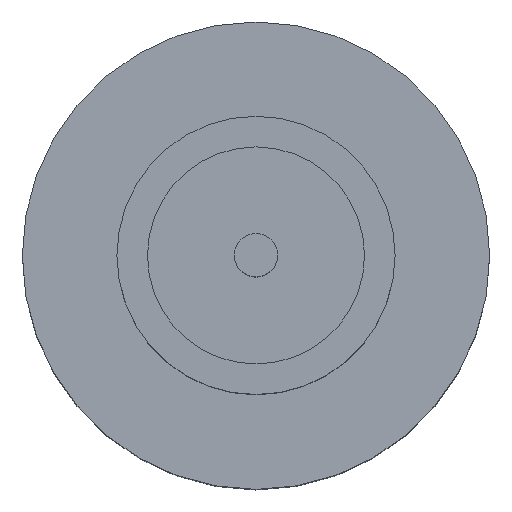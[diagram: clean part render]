
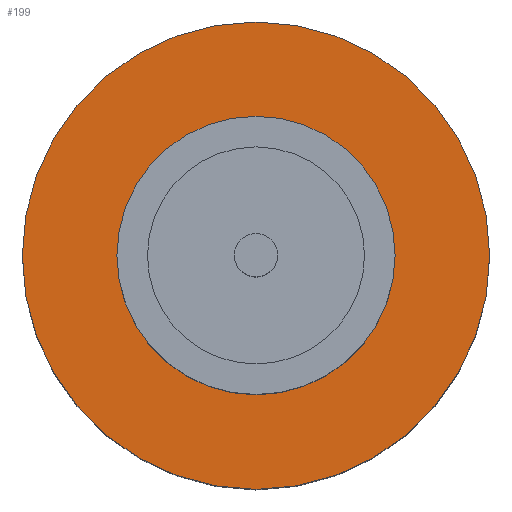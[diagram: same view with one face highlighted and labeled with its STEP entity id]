
A CAD part, top view. The second image highlights one B-rep face of the part: STEP entity #199.
In plain terms, the highlighted planar face has unit normal (0, 0, 1).
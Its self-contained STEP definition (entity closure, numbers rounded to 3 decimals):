
#3 = DIRECTION ( 'NONE',  ( 1., 0., 0. ) ) ;
#24 = CIRCLE ( 'NONE', #327, 2.1 ) ;
#26 = ORIENTED_EDGE ( 'NONE', *, *, #604, .T. ) ;
#31 = CARTESIAN_POINT ( 'NONE',  ( 0., 0., 1.55 ) ) ;
#59 = VERTEX_POINT ( 'NONE', #337 ) ;
#174 = DIRECTION ( 'NONE',  ( 1., 0., 0. ) ) ;
#177 = AXIS2_PLACEMENT_3D ( 'NONE', #31, #546, #254 ) ;
#190 = CARTESIAN_POINT ( 'NONE',  ( 0., 0., 1.55 ) ) ;
#199 = ADVANCED_FACE ( 'NONE', ( #887, #278 ), #209, .T. ) ;
#209 = PLANE ( 'NONE',  #748 ) ;
#224 = DIRECTION ( 'NONE',  ( 0., 0., 1. ) ) ;
#234 = VERTEX_POINT ( 'NONE', #744 ) ;
#254 = DIRECTION ( 'NONE',  ( 1., 0., 0. ) ) ;
#278 = FACE_OUTER_BOUND ( 'NONE', #899, .T. ) ;
#297 = ORIENTED_EDGE ( 'NONE', *, *, #810, .F. ) ;
#327 = AXIS2_PLACEMENT_3D ( 'NONE', #190, #542, #174 ) ;
#337 = CARTESIAN_POINT ( 'NONE',  ( -1.25, 0., 1.55 ) ) ;
#341 = EDGE_LOOP ( 'NONE', ( #297, #702 ) ) ;
#350 = CARTESIAN_POINT ( 'NONE',  ( 0., 0., 1.55 ) ) ;
#409 = CIRCLE ( 'NONE', #737, 2.1 ) ;
#418 = DIRECTION ( 'NONE',  ( 1., 0., 0. ) ) ;
#423 = CARTESIAN_POINT ( 'NONE',  ( 0., 0., 1.55 ) ) ;
#440 = CARTESIAN_POINT ( 'NONE',  ( 1.25, 0., 1.55 ) ) ;
#447 = CARTESIAN_POINT ( 'NONE',  ( 0., 0., 1.55 ) ) ;
#488 = DIRECTION ( 'NONE',  ( 0., 0., 1. ) ) ;
#501 = CIRCLE ( 'NONE', #808, 1.25 ) ;
#542 = DIRECTION ( 'NONE',  ( 0., 0., 1. ) ) ;
#546 = DIRECTION ( 'NONE',  ( 0., 0., 1. ) ) ;
#559 = VERTEX_POINT ( 'NONE', #830 ) ;
#604 = EDGE_CURVE ( 'NONE', #559, #234, #24, .T. ) ;
#655 = EDGE_CURVE ( 'NONE', #234, #559, #409, .T. ) ;
#660 = ORIENTED_EDGE ( 'NONE', *, *, #655, .T. ) ;
#702 = ORIENTED_EDGE ( 'NONE', *, *, #957, .F. ) ;
#711 = CIRCLE ( 'NONE', #177, 1.25 ) ;
#737 = AXIS2_PLACEMENT_3D ( 'NONE', #423, #488, #418 ) ;
#744 = CARTESIAN_POINT ( 'NONE',  ( 2.1, 0., 1.55 ) ) ;
#748 = AXIS2_PLACEMENT_3D ( 'NONE', #350, #941, #848 ) ;
#808 = AXIS2_PLACEMENT_3D ( 'NONE', #447, #224, #3 ) ;
#810 = EDGE_CURVE ( 'NONE', #900, #59, #711, .T. ) ;
#830 = CARTESIAN_POINT ( 'NONE',  ( -2.1, 0., 1.55 ) ) ;
#848 = DIRECTION ( 'NONE',  ( 1., 0., 0. ) ) ;
#887 = FACE_BOUND ( 'NONE', #341, .T. ) ;
#899 = EDGE_LOOP ( 'NONE', ( #26, #660 ) ) ;
#900 = VERTEX_POINT ( 'NONE', #440 ) ;
#941 = DIRECTION ( 'NONE',  ( 0., 0., 1. ) ) ;
#957 = EDGE_CURVE ( 'NONE', #59, #900, #501, .T. ) ;
